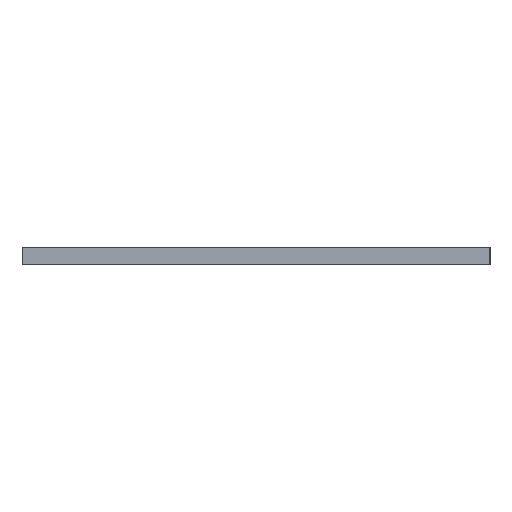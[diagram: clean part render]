
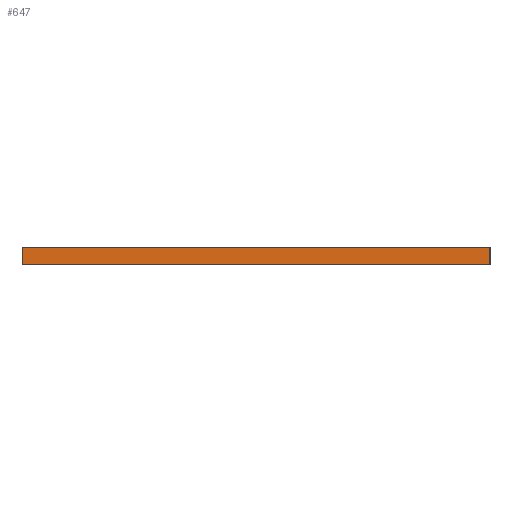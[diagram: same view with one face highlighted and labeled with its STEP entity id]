
A CAD part, left-side view. The second image highlights one B-rep face of the part: STEP entity #647.
In plain terms, the highlighted planar face has unit normal (-1, 0, 0).
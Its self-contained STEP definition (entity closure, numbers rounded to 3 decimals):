
#67 = LINE ( 'NONE', #1068, #1658 ) ;
#84 = LINE ( 'NONE', #1168, #1637 ) ;
#132 = CARTESIAN_POINT ( 'NONE',  ( -140., 40., 12. ) ) ;
#134 = CARTESIAN_POINT ( 'NONE',  ( -140., 40., 12. ) ) ;
#155 = DIRECTION ( 'NONE',  ( 0., 0., -1. ) ) ;
#158 = CARTESIAN_POINT ( 'NONE',  ( -140., -280., 12. ) ) ;
#167 = ORIENTED_EDGE ( 'NONE', *, *, #648, .F. ) ;
#344 = EDGE_CURVE ( 'NONE', #1147, #1419, #710, .T. ) ;
#412 = PLANE ( 'NONE',  #480 ) ;
#480 = AXIS2_PLACEMENT_3D ( 'NONE', #134, #530, #1319 ) ;
#530 = DIRECTION ( 'NONE',  ( 1., 0., 0. ) ) ;
#647 = ADVANCED_FACE ( 'NONE', ( #1698 ), #412, .F. ) ;
#648 = EDGE_CURVE ( 'NONE', #1419, #1572, #67, .T. ) ;
#689 = DIRECTION ( 'NONE',  ( 0., 0., -1. ) ) ;
#710 = LINE ( 'NONE', #1021, #1058 ) ;
#724 = CARTESIAN_POINT ( 'NONE',  ( -140., 40., 0. ) ) ;
#759 = VECTOR ( 'NONE', #689, 1000. ) ;
#923 = DIRECTION ( 'NONE',  ( 0., -1., 0. ) ) ;
#1021 = CARTESIAN_POINT ( 'NONE',  ( -140., 40., 12. ) ) ;
#1040 = DIRECTION ( 'NONE',  ( 0., -1., 0. ) ) ;
#1058 = VECTOR ( 'NONE', #1040, 1000. ) ;
#1068 = CARTESIAN_POINT ( 'NONE',  ( -140., -280., 12. ) ) ;
#1103 = EDGE_CURVE ( 'NONE', #1650, #1572, #84, .T. ) ;
#1147 = VERTEX_POINT ( 'NONE', #132 ) ;
#1168 = CARTESIAN_POINT ( 'NONE',  ( -140., 40., 0. ) ) ;
#1175 = EDGE_CURVE ( 'NONE', #1147, #1650, #1406, .T. ) ;
#1223 = CARTESIAN_POINT ( 'NONE',  ( -140., -280., 0. ) ) ;
#1319 = DIRECTION ( 'NONE',  ( 0., 1., 0. ) ) ;
#1357 = CARTESIAN_POINT ( 'NONE',  ( -140., 40., 12. ) ) ;
#1373 = ORIENTED_EDGE ( 'NONE', *, *, #344, .F. ) ;
#1406 = LINE ( 'NONE', #1357, #759 ) ;
#1419 = VERTEX_POINT ( 'NONE', #158 ) ;
#1457 = EDGE_LOOP ( 'NONE', ( #1648, #167, #1373, #1673 ) ) ;
#1572 = VERTEX_POINT ( 'NONE', #1223 ) ;
#1637 = VECTOR ( 'NONE', #923, 1000. ) ;
#1648 = ORIENTED_EDGE ( 'NONE', *, *, #1103, .T. ) ;
#1650 = VERTEX_POINT ( 'NONE', #724 ) ;
#1658 = VECTOR ( 'NONE', #155, 1000. ) ;
#1673 = ORIENTED_EDGE ( 'NONE', *, *, #1175, .T. ) ;
#1698 = FACE_OUTER_BOUND ( 'NONE', #1457, .T. ) ;
